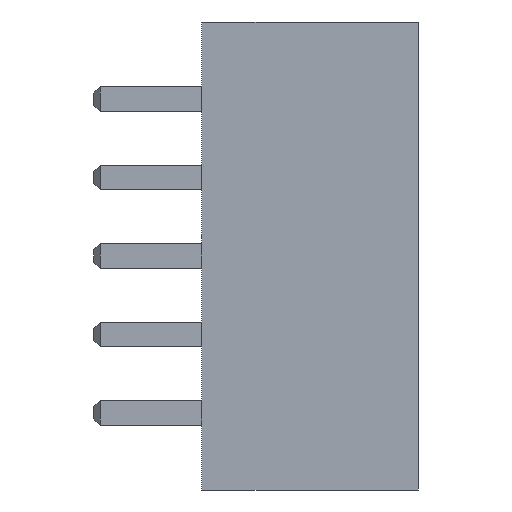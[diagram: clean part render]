
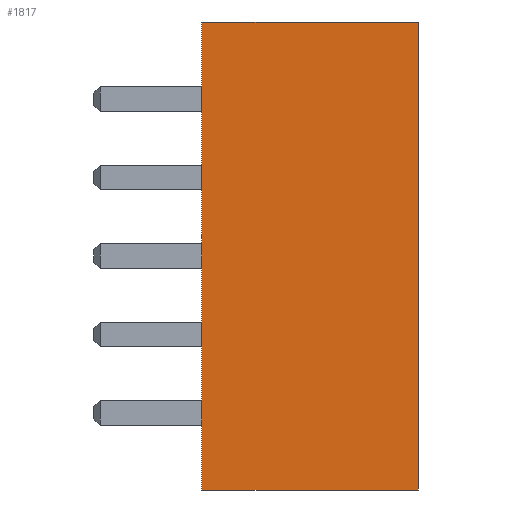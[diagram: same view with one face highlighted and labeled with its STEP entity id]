
A CAD part, left-side view. The second image highlights one B-rep face of the part: STEP entity #1817.
In plain terms, the highlighted planar face has unit normal (-1, 0, 0).
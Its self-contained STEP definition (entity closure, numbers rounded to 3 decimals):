
#20=DIRECTION('',(0.,0.,-1.));
#21=VECTOR('',#20,15.16);
#22=CARTESIAN_POINT('',(-3.5,0.,7.58));
#23=LINE('',#22,#21);
#232=DIRECTION('',(0.,0.,-1.));
#233=VECTOR('',#232,15.16);
#234=CARTESIAN_POINT('',(-3.5,-7.,7.58));
#235=LINE('',#234,#233);
#284=DIRECTION('',(0.,-1.,0.));
#285=VECTOR('',#284,7.);
#286=CARTESIAN_POINT('',(-3.5,0.,-7.58));
#287=LINE('',#286,#285);
#292=DIRECTION('',(0.,-1.,0.));
#293=VECTOR('',#292,7.);
#294=CARTESIAN_POINT('',(-3.5,0.,7.58));
#295=LINE('',#294,#293);
#1080=CARTESIAN_POINT('',(-3.5,0.,7.58));
#1081=VERTEX_POINT('',#1080);
#1082=CARTESIAN_POINT('',(-3.5,0.,-7.58));
#1083=VERTEX_POINT('',#1082);
#1084=CARTESIAN_POINT('',(-3.5,-7.,7.58));
#1085=CARTESIAN_POINT('',(-3.5,-7.,-7.58));
#1086=VERTEX_POINT('',#1084);
#1087=VERTEX_POINT('',#1085);
#1805=CARTESIAN_POINT('',(-3.5,0.,7.58));
#1806=DIRECTION('',(-1.,0.,0.));
#1807=DIRECTION('',(0.,0.,-1.));
#1808=AXIS2_PLACEMENT_3D('',#1805,#1806,#1807);
#1809=PLANE('',#1808);
#1810=ORIENTED_EDGE('',*,*,#1413,.F.);
#1812=ORIENTED_EDGE('',*,*,#1811,.T.);
#1813=ORIENTED_EDGE('',*,*,#1708,.T.);
#1814=ORIENTED_EDGE('',*,*,#1790,.F.);
#1815=EDGE_LOOP('',(#1810,#1812,#1813,#1814));
#1816=FACE_OUTER_BOUND('',#1815,.F.);
#1413=EDGE_CURVE('',#1081,#1083,#23,.T.);
#1708=EDGE_CURVE('',#1086,#1087,#235,.T.);
#1790=EDGE_CURVE('',#1083,#1087,#287,.T.);
#1811=EDGE_CURVE('',#1081,#1086,#295,.T.);
#1817=ADVANCED_FACE('',(#1816),#1809,.T.);
